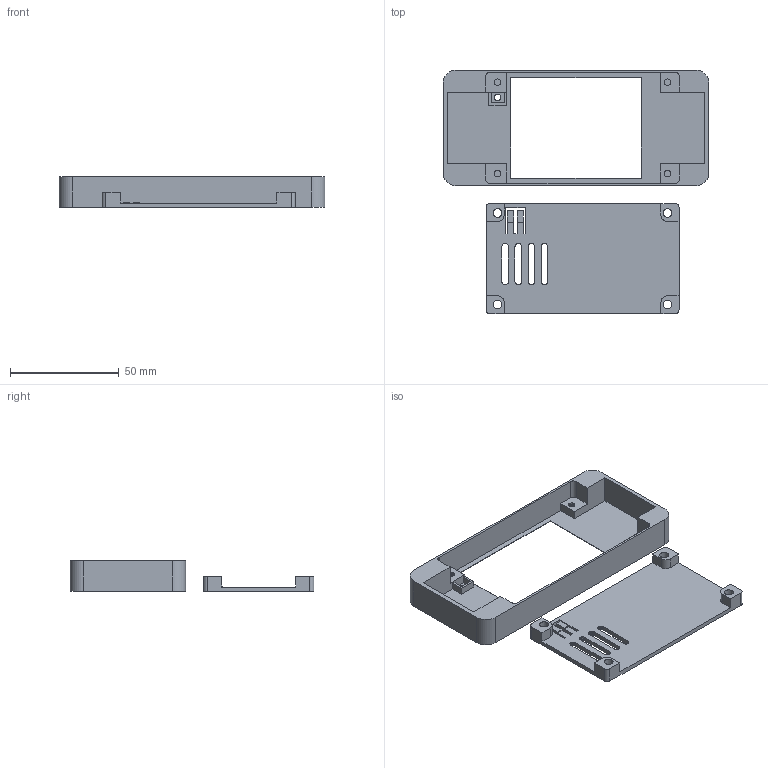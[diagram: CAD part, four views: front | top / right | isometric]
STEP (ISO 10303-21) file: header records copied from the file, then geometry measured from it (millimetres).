
FILE_DESCRIPTION(('FreeCAD Model'),'2;1');
FILE_NAME('Open CASCADE Shape Model','2025-02-05T15:56:54',('Author'),( ''),'Open CASCADE STEP processor 7.8','FreeCAD','Unknown');
FILE_SCHEMA(('AUTOMOTIVE_DESIGN { 1 0 10303 214 1 1 1 1 }'));
Length unit declared in the file: millimetre
Products named in the file (3): cydWeeWX-case v1; cydWeeWX-case-back v1; cydWeeWX-case-front v1
Assembly tree (2 placements, depth 2):
  cydWeeWX-case v1
    cydWeeWX-case-back v1
    cydWeeWX-case-front v1
Bounding box: 122 x 111.81 x 14.2 mm (x, y, z)
Volume: 27303.7 mm3; surface area: 27281.5 mm2
Topology: 2 solids, 2 shells, 417 faces, 1216 edges, 808 vertices
Faces by surface type: plane 395, cylinder 21, cone 1
Full cylindrical faces by diameter (mm): 3 x1, 4 x4
Entity records: 13639 total; most frequent: CARTESIAN_POINT 2444, ORIENTED_EDGE 2432, DIRECTION 2099, EDGE_CURVE 1216, LINE 1173, VECTOR 1173, VERTEX_POINT 808, AXIS2_PLACEMENT_3D 463
